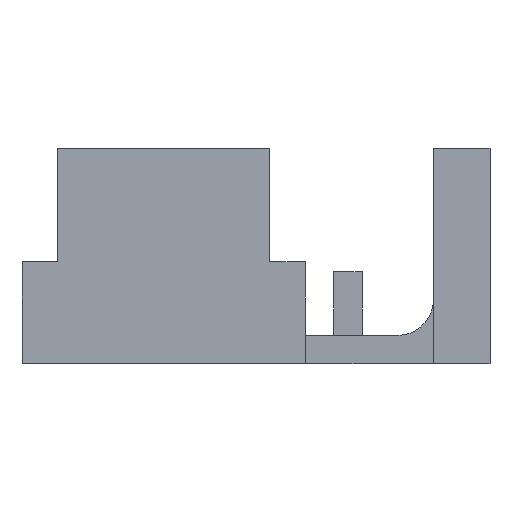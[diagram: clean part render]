
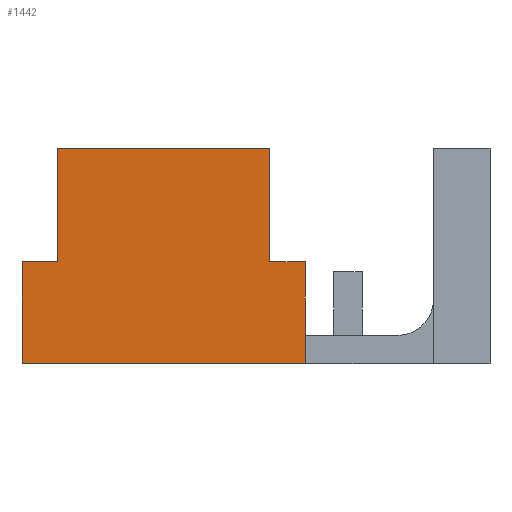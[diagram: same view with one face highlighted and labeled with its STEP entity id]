
A CAD part, front view. The second image highlights one B-rep face of the part: STEP entity #1442.
In plain terms, the highlighted planar face has unit normal (0, -1, 0).
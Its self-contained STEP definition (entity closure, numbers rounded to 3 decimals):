
#64=PLANE('',#1557);
#135=FACE_OUTER_BOUND('',#213,.T.);
#213=EDGE_LOOP('',(#1266,#1267,#1268,#1269,#1270,#1271,#1272,#1273));
#344=LINE('',#2240,#512);
#352=LINE('',#2353,#520);
#363=LINE('',#2479,#531);
#365=LINE('',#2482,#533);
#366=LINE('',#2485,#534);
#371=LINE('',#2494,#539);
#409=LINE('',#2572,#577);
#410=LINE('',#2574,#578);
#512=VECTOR('',#1748,10.);
#520=VECTOR('',#1762,10.);
#531=VECTOR('',#1791,10.);
#533=VECTOR('',#1795,10.);
#534=VECTOR('',#1798,10.);
#539=VECTOR('',#1805,10.);
#577=VECTOR('',#1889,10.);
#578=VECTOR('',#1892,10.);
#697=VERTEX_POINT('',#2237);
#698=VERTEX_POINT('',#2239);
#707=VERTEX_POINT('',#2350);
#708=VERTEX_POINT('',#2352);
#721=VERTEX_POINT('',#2476);
#722=VERTEX_POINT('',#2478);
#723=VERTEX_POINT('',#2484);
#726=VERTEX_POINT('',#2492);
#857=EDGE_CURVE('',#697,#698,#344,.T.);
#870=EDGE_CURVE('',#708,#707,#352,.T.);
#889=EDGE_CURVE('',#721,#722,#363,.T.);
#891=EDGE_CURVE('',#722,#707,#365,.T.);
#892=EDGE_CURVE('',#708,#723,#366,.T.);
#897=EDGE_CURVE('',#726,#721,#371,.T.);
#935=EDGE_CURVE('',#697,#723,#409,.T.);
#936=EDGE_CURVE('',#698,#726,#410,.T.);
#1266=ORIENTED_EDGE('',*,*,#857,.F.);
#1267=ORIENTED_EDGE('',*,*,#935,.T.);
#1268=ORIENTED_EDGE('',*,*,#892,.F.);
#1269=ORIENTED_EDGE('',*,*,#870,.T.);
#1270=ORIENTED_EDGE('',*,*,#891,.F.);
#1271=ORIENTED_EDGE('',*,*,#889,.F.);
#1272=ORIENTED_EDGE('',*,*,#897,.F.);
#1273=ORIENTED_EDGE('',*,*,#936,.F.);
#1442=ADVANCED_FACE('',(#135),#64,.T.);
#1557=AXIS2_PLACEMENT_3D('',#2573,#1890,#1891);
#1748=DIRECTION('',(-1.,0.,0.));
#1762=DIRECTION('',(0.,0.,1.));
#1791=DIRECTION('',(0.,0.,1.));
#1795=DIRECTION('',(1.,0.,0.));
#1798=DIRECTION('',(1.,0.,0.));
#1805=DIRECTION('',(1.,0.,0.));
#1889=DIRECTION('',(0.,0.,1.));
#1890=DIRECTION('center_axis',(0.,-1.,0.));
#1891=DIRECTION('ref_axis',(1.,0.,0.));
#1892=DIRECTION('',(0.,0.,1.));
#2237=CARTESIAN_POINT('',(8.04,-19.1,0.));
#2239=CARTESIAN_POINT('',(-11.96,-19.1,0.));
#2240=CARTESIAN_POINT('',(8.04,-19.1,0.));
#2350=CARTESIAN_POINT('',(5.54,-19.1,15.2));
#2352=CARTESIAN_POINT('',(5.54,-19.1,7.2));
#2353=CARTESIAN_POINT('',(5.54,-19.1,7.2));
#2476=CARTESIAN_POINT('',(-9.46,-19.1,7.2));
#2478=CARTESIAN_POINT('',(-9.46,-19.1,15.2));
#2479=CARTESIAN_POINT('',(-9.46,-19.1,7.2));
#2482=CARTESIAN_POINT('',(-11.96,-19.1,15.2));
#2484=CARTESIAN_POINT('',(8.04,-19.1,7.2));
#2485=CARTESIAN_POINT('',(8.04,-19.1,7.2));
#2492=CARTESIAN_POINT('',(-11.96,-19.1,7.2));
#2494=CARTESIAN_POINT('',(8.04,-19.1,7.2));
#2572=CARTESIAN_POINT('',(8.04,-19.1,0.));
#2573=CARTESIAN_POINT('Origin',(-11.96,-19.1,0.));
#2574=CARTESIAN_POINT('',(-11.96,-19.1,0.));
